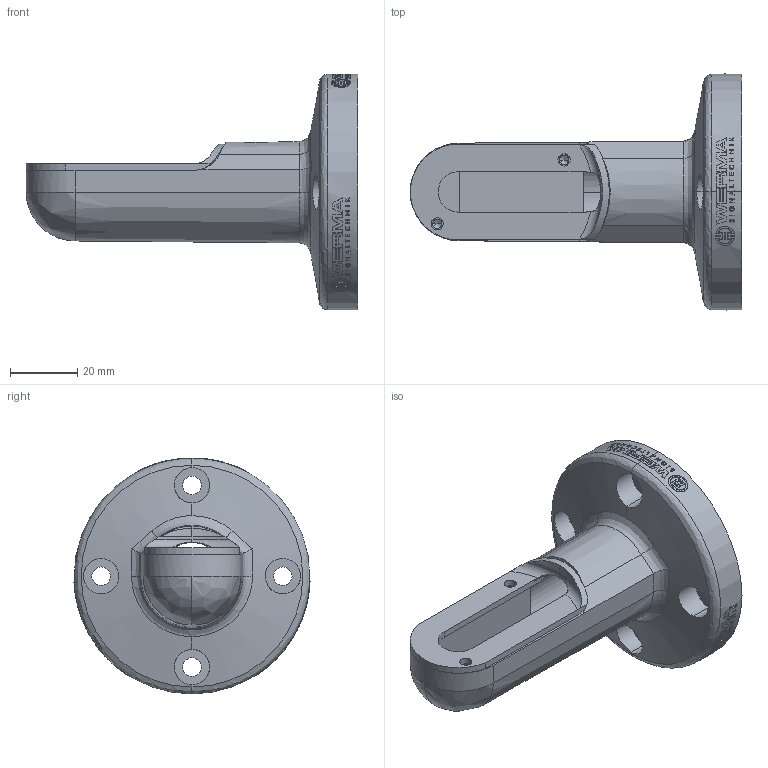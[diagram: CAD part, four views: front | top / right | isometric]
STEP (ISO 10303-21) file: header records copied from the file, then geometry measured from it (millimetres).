
FILE_DESCRIPTION (( 'STEP AP214' ), '1' );
FILE_NAME ('97584085.step', '2016-03-14T14:24:03', ( '' ), ( '' ), 'SwSTEP 2.0', 'SolidWorks 2015', '' );
FILE_SCHEMA (( 'AUTOMOTIVE_DESIGN' ));
Length unit declared in the file: inch
Products named in the file (1): 97584085
Bounding box: 98.5 x 70.12 x 70.1 mm (x, y, z)
Volume: 72214.5 mm3; surface area: 23280.8 mm2
Topology: 1 solids, 1 shells, 869 faces, 2352 edges, 1557 vertices
Faces by surface type: plane 548, cylinder 286, cone 19, bspline 14, torus 2
Entity records: 42435 total; most frequent: CARTESIAN_POINT 10277, ORIENTED_EDGE 4692, DIRECTION 3922, EDGE_CURVE 2346, VERTEX_POINT 1557, AXIS2_PLACEMENT_3D 1374, LINE 1174, VECTOR 1174
